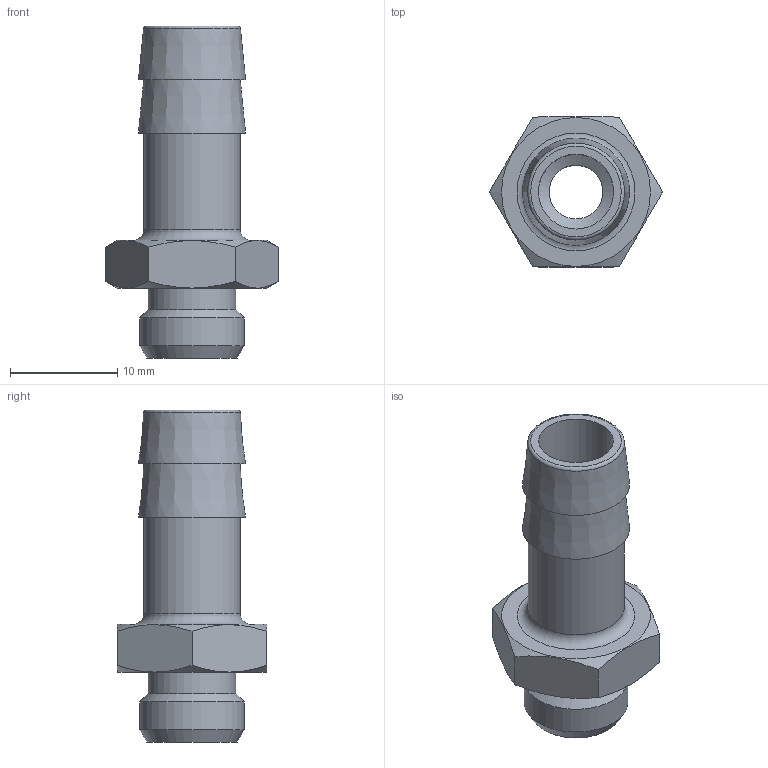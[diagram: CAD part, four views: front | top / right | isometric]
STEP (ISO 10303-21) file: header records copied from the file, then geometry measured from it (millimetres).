
FILE_DESCRIPTION(/* description */ ('Unknown'),/* implementation_level */ '2;1');
FILE_NAME(/* name */ 'PG2651810NI',/* time_stamp */ '2018-12-14T15:30:39+01:00',/* author */ ('UNIC_S.R.L.'),/* organization */ ('Unknown'),/* preprocessor_version */ 'ST-DEVELOPER v16.7',/* originating_system */ 'DEX',/* authorisation */ $);
FILE_SCHEMA (('AUTOMOTIVE_DESIGN {1 0 10303 214 3 1 1}'));
Length unit declared in the file: millimetre
Products named in the file (1): PG2651810NI
Bounding box: 16.17 x 14 x 31 mm (x, y, z)
Volume: 1464.8 mm3; surface area: 1947.5 mm2
Topology: 1 solids, 1 shells, 28 faces, 57 edges, 36 vertices
Faces by surface type: plane 13, cone 8, cylinder 5, torus 2
Full cylindrical faces by diameter (mm): 5 x1, 7 x1, 8.2 x1, 9 x1, 9.728 x1
Entity records: 888 total; most frequent: CARTESIAN_POINT 157, DIRECTION 106, ORIENTED_EDGE 78, EDGE_LOOP 50, FACE_BOUND 50, AXIS2_PLACEMENT_3D 50, EDGE_CURVE 39, VERTEX_POINT 33
